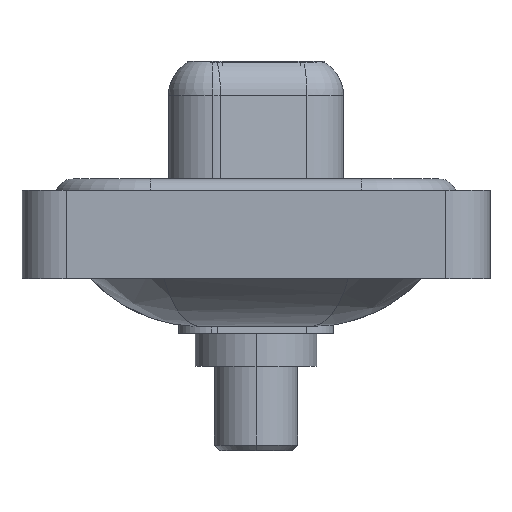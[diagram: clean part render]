
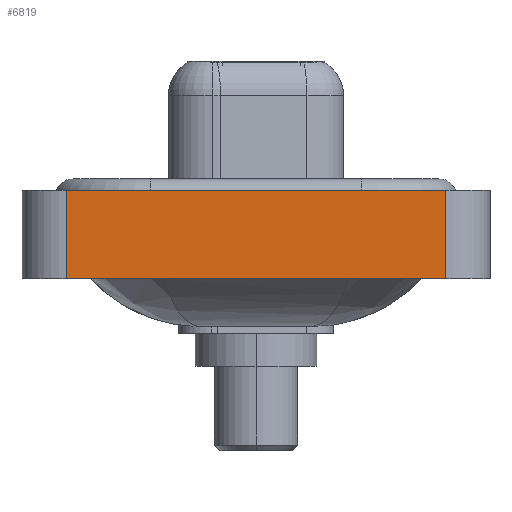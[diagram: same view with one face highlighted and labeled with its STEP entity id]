
A CAD part, left-side view. The second image highlights one B-rep face of the part: STEP entity #6819.
In plain terms, the highlighted planar face has unit normal (-1, 0, 0).
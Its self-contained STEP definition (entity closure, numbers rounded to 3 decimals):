
#293 = ORIENTED_EDGE ( 'NONE', *, *, #983, .T. ) ;
#667 = LINE ( 'NONE', #4465, #11019 ) ;
#740 = EDGE_LOOP ( 'NONE', ( #293, #12353, #3966, #16130 ) ) ;
#869 = DIRECTION ( 'NONE',  ( 0., -1., 0. ) ) ;
#983 = EDGE_CURVE ( 'NONE', #15589, #5328, #667, .T. ) ;
#1401 = VERTEX_POINT ( 'NONE', #3093 ) ;
#2460 = CARTESIAN_POINT ( 'NONE',  ( -7.25, -8.55, -3.6 ) ) ;
#2613 = VERTEX_POINT ( 'NONE', #8462 ) ;
#3093 = CARTESIAN_POINT ( 'NONE',  ( -7.25, 8.55, 0.4 ) ) ;
#3758 = CARTESIAN_POINT ( 'NONE',  ( -7.25, -8.55, 0.4 ) ) ;
#3952 = CARTESIAN_POINT ( 'NONE',  ( -7.25, 8.55, -3.6 ) ) ;
#3966 = ORIENTED_EDGE ( 'NONE', *, *, #13137, .F. ) ;
#4079 = AXIS2_PLACEMENT_3D ( 'NONE', #15833, #4294, #13298 ) ;
#4294 = DIRECTION ( 'NONE',  ( -1., 0., 0. ) ) ;
#4465 = CARTESIAN_POINT ( 'NONE',  ( -7.25, -8.55, -3.6 ) ) ;
#4810 = CARTESIAN_POINT ( 'NONE',  ( -7.25, -8.55, -3.6 ) ) ;
#5258 = VECTOR ( 'NONE', #7330, 1000. ) ;
#5328 = VERTEX_POINT ( 'NONE', #3758 ) ;
#6819 = ADVANCED_FACE ( 'NONE', ( #10688 ), #6821, .T. ) ;
#6821 = PLANE ( 'NONE',  #4079 ) ;
#7330 = DIRECTION ( 'NONE',  ( 0., -1., 0. ) ) ;
#7912 = DIRECTION ( 'NONE',  ( 0., 0., 1. ) ) ;
#8462 = CARTESIAN_POINT ( 'NONE',  ( -7.25, 8.55, -3.6 ) ) ;
#8700 = CARTESIAN_POINT ( 'NONE',  ( -7.25, -8.55, 0.4 ) ) ;
#9164 = LINE ( 'NONE', #3952, #15657 ) ;
#9263 = VECTOR ( 'NONE', #869, 1000. ) ;
#9711 = LINE ( 'NONE', #8700, #9263 ) ;
#9800 = EDGE_CURVE ( 'NONE', #2613, #15589, #12382, .T. ) ;
#10688 = FACE_OUTER_BOUND ( 'NONE', #740, .T. ) ;
#10938 = DIRECTION ( 'NONE',  ( 0., 0., 1. ) ) ;
#11019 = VECTOR ( 'NONE', #10938, 1000. ) ;
#12353 = ORIENTED_EDGE ( 'NONE', *, *, #15799, .F. ) ;
#12382 = LINE ( 'NONE', #4810, #5258 ) ;
#13137 = EDGE_CURVE ( 'NONE', #2613, #1401, #9164, .T. ) ;
#13298 = DIRECTION ( 'NONE',  ( 0., 0., 1. ) ) ;
#15589 = VERTEX_POINT ( 'NONE', #2460 ) ;
#15657 = VECTOR ( 'NONE', #7912, 1000. ) ;
#15799 = EDGE_CURVE ( 'NONE', #1401, #5328, #9711, .T. ) ;
#15833 = CARTESIAN_POINT ( 'NONE',  ( -7.25, -8.55, -3.6 ) ) ;
#16130 = ORIENTED_EDGE ( 'NONE', *, *, #9800, .T. ) ;
